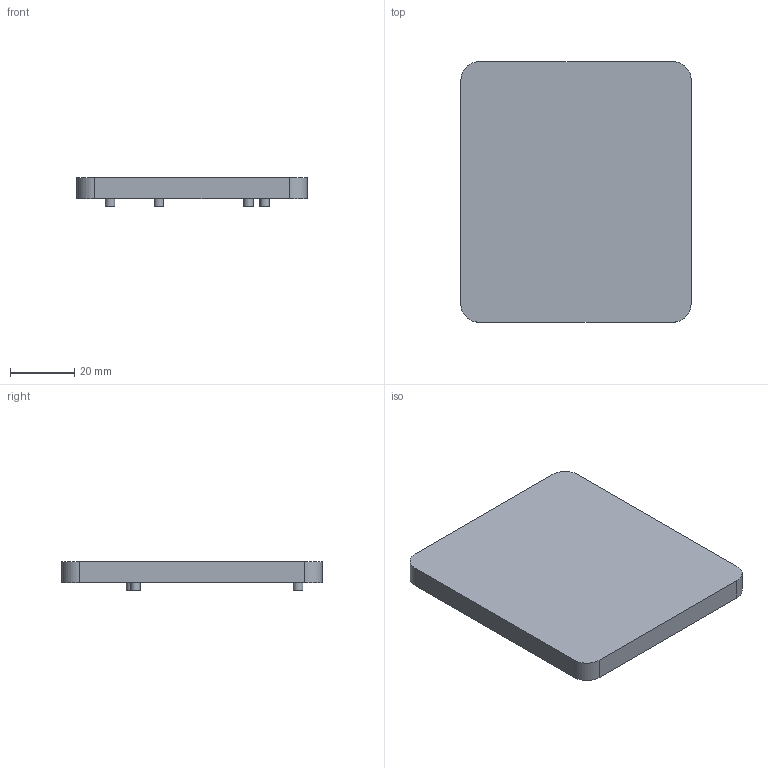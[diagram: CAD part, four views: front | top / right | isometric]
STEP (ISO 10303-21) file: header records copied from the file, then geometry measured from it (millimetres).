
FILE_DESCRIPTION(/* description */ (''),/* implementation_level */ '2;1');
FILE_NAME(/* name */ 'part1.stp',/* time_stamp */ '2025-05-26T18:53:37+07:00',/* author */ ('ia088'),/* organization */ (''),/* preprocessor_version */ 'ST-DEVELOPER v20',/* originating_system */ 'Autodesk Inventor 2025',/* authorisation */ '');
FILE_SCHEMA (('AUTOMOTIVE_DESIGN { 1 0 10303 214 3 1 1 }'));
Length unit declared in the file: millimetre
Products named in the file (1): part1
Bounding box: 71.8 x 81.2 x 9 mm (x, y, z)
Volume: 13876 mm3; surface area: 15147.8 mm2
Topology: 1 solids, 1 shells, 31 faces, 72 edges, 48 vertices
Faces by surface type: plane 15, cylinder 12, torus 4
Full cylindrical faces by diameter (mm): 2.975 x4
Entity records: 945 total; most frequent: DIRECTION 172, CARTESIAN_POINT 152, ORIENTED_EDGE 144, EDGE_CURVE 72, AXIS2_PLACEMENT_3D 68, VERTEX_POINT 48, EDGE_LOOP 36, LINE 36
